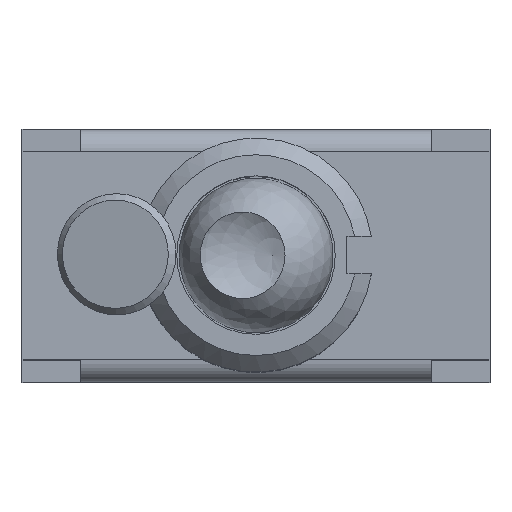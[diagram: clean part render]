
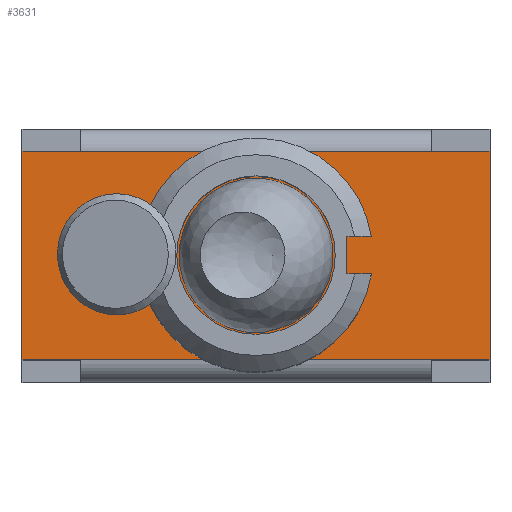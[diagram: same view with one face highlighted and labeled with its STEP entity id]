
A CAD part, top view. The second image highlights one B-rep face of the part: STEP entity #3631.
In plain terms, the highlighted planar face has unit normal (0, 0, 1).
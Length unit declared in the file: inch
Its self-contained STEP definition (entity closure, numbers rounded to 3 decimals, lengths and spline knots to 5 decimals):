
#150=PLANE('',#3894);
#303=FACE_OUTER_BOUND('',#506,.T.);
#506=EDGE_LOOP('',(#2810,#2811,#2812,#2813,#2814,#2815,#2816,#2817));
#843=LINE('',#5593,#1236);
#845=LINE('',#5598,#1238);
#847=LINE('',#5601,#1240);
#850=LINE('',#5607,#1243);
#855=LINE('',#5617,#1248);
#857=LINE('',#5620,#1250);
#859=LINE('',#5628,#1252);
#860=LINE('',#5630,#1253);
#1236=VECTOR('',#4544,0.3937);
#1238=VECTOR('',#4548,0.3937);
#1240=VECTOR('',#4552,0.3937);
#1243=VECTOR('',#4557,0.3937);
#1248=VECTOR('',#4564,0.3937);
#1250=VECTOR('',#4568,0.3937);
#1252=VECTOR('',#4580,0.3937);
#1253=VECTOR('',#4583,0.3937);
#1596=VERTEX_POINT('',#5406);
#1599=VERTEX_POINT('',#5418);
#1604=VERTEX_POINT('',#5434);
#1655=VERTEX_POINT('',#5589);
#1658=VERTEX_POINT('',#5596);
#1660=VERTEX_POINT('',#5605);
#1661=VERTEX_POINT('',#5610);
#1664=VERTEX_POINT('',#5615);
#2056=EDGE_CURVE('',#1599,#1655,#843,.T.);
#2058=EDGE_CURVE('',#1604,#1658,#845,.T.);
#2060=EDGE_CURVE('',#1658,#1655,#847,.T.);
#2063=EDGE_CURVE('',#1596,#1660,#850,.T.);
#2068=EDGE_CURVE('',#1664,#1661,#855,.T.);
#2070=EDGE_CURVE('',#1660,#1661,#857,.T.);
#2074=EDGE_CURVE('',#1604,#1664,#859,.T.);
#2075=EDGE_CURVE('',#1599,#1596,#860,.T.);
#2810=ORIENTED_EDGE('',*,*,#2075,.T.);
#2811=ORIENTED_EDGE('',*,*,#2063,.T.);
#2812=ORIENTED_EDGE('',*,*,#2070,.T.);
#2813=ORIENTED_EDGE('',*,*,#2068,.F.);
#2814=ORIENTED_EDGE('',*,*,#2074,.F.);
#2815=ORIENTED_EDGE('',*,*,#2058,.T.);
#2816=ORIENTED_EDGE('',*,*,#2060,.T.);
#2817=ORIENTED_EDGE('',*,*,#2056,.F.);
#3631=ADVANCED_FACE('',(#303),#150,.T.);
#3894=AXIS2_PLACEMENT_3D('',#5629,#4581,#4582);
#4544=DIRECTION('',(-1.,0.,0.));
#4548=DIRECTION('',(-1.,0.,0.));
#4552=DIRECTION('',(0.,-1.,0.));
#4557=DIRECTION('',(1.,0.,0.));
#4564=DIRECTION('',(1.,0.,0.));
#4568=DIRECTION('',(0.,1.,0.));
#4580=DIRECTION('',(1.,0.,0.));
#4581=DIRECTION('center_axis',(0.,0.,
1.));
#4582=DIRECTION('ref_axis',(0.,-1.,0.));
#4583=DIRECTION('',(1.,0.,0.));
#5406=CARTESIAN_POINT('',(0.18701,-0.11142,0.35));
#5418=CARTESIAN_POINT('',(-0.18701,-0.11142,0.35));
#5434=CARTESIAN_POINT('',(-0.18701,0.11142,0.35));
#5589=CARTESIAN_POINT('',(-0.25,-0.11142,0.35));
#5593=CARTESIAN_POINT('',(-0.18701,-0.11142,0.35));
#5596=CARTESIAN_POINT('',(-0.25,0.11142,0.35));
#5598=CARTESIAN_POINT('',(-0.18701,0.11142,0.35));
#5601=CARTESIAN_POINT('',(-0.25,-0.11142,0.35));
#5605=CARTESIAN_POINT('',(0.25,-0.11142,0.35));
#5607=CARTESIAN_POINT('',(0.18701,-0.11142,0.35));
#5610=CARTESIAN_POINT('',(0.25,0.11142,0.35));
#5615=CARTESIAN_POINT('',(0.18701,0.11142,0.35));
#5617=CARTESIAN_POINT('',(0.18701,0.11142,0.35));
#5620=CARTESIAN_POINT('',(0.25,0.11142,0.35));
#5628=CARTESIAN_POINT('',(0.,0.11142,0.35));
#5629=CARTESIAN_POINT('Origin',(0.,0.11142,
0.35));
#5630=CARTESIAN_POINT('',(0.,-0.11142,0.35));
